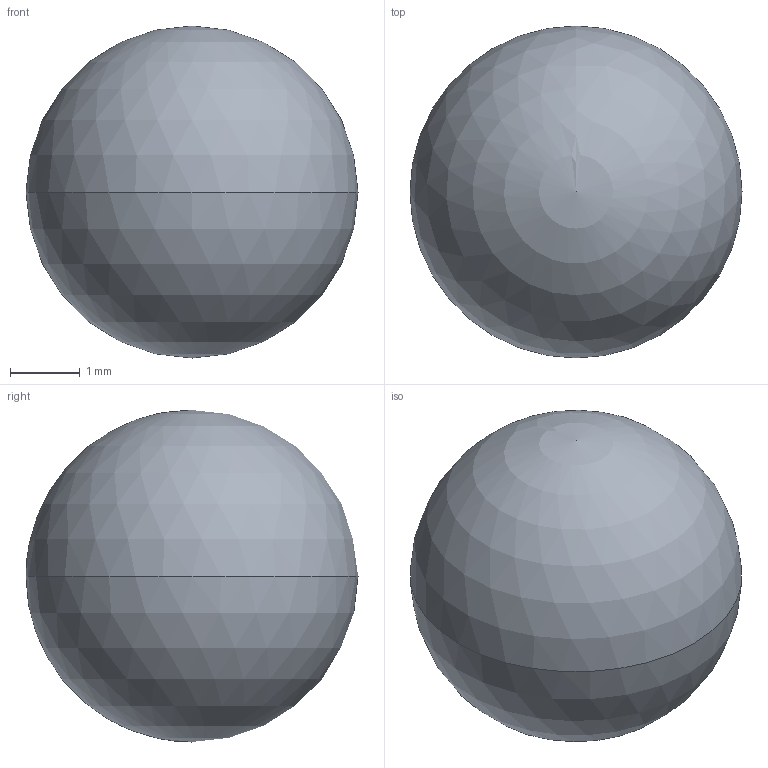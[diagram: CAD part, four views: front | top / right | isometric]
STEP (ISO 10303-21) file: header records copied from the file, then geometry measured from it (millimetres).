
FILE_DESCRIPTION (( 'STEP AP214' ), '1' );
FILE_NAME ('6000-2RSH_PART3.STEP', '2018-04-07T08:09:45', ( '' ), ( '' ), 'SwSTEP 2.0', 'SolidWorks 2017', '' );
FILE_SCHEMA (( 'AUTOMOTIVE_DESIGN' ));
Length unit declared in the file: millimetre
Products named in the file (1): 6000-2RSH_PART3
Bounding box: 4.76 x 4.76 x 4.76 mm (x, y, z)
Volume: 56.5 mm3; surface area: 71.2 mm2
Topology: 1 solids, 1 shells, 2 faces, 7 edges, 5 vertices
Faces by surface type: sphere 2
Entity records: 78 total; most frequent: DIRECTION 10, CARTESIAN_POINT 7, AXIS2_PLACEMENT_3D 5, ORIENTED_EDGE 4, UNCERTAINTY_MEASURE_WITH_UNIT 3, MECHANICAL_DESIGN_GEOMETRIC_PRESENTATION_REPRESENTATION 2, SPHERICAL_SURFACE 2, APPLICATION_PROTOCOL_DEFINITION 2
